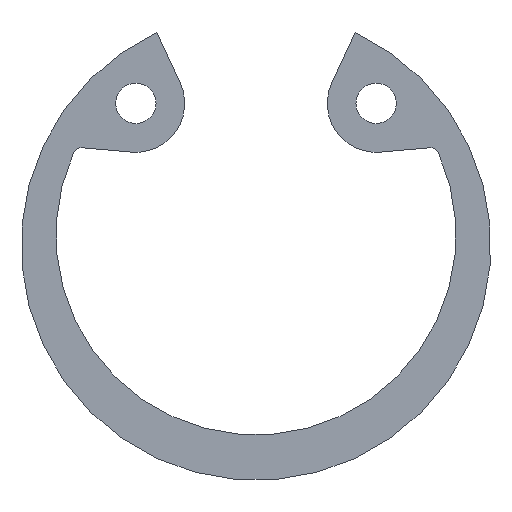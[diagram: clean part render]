
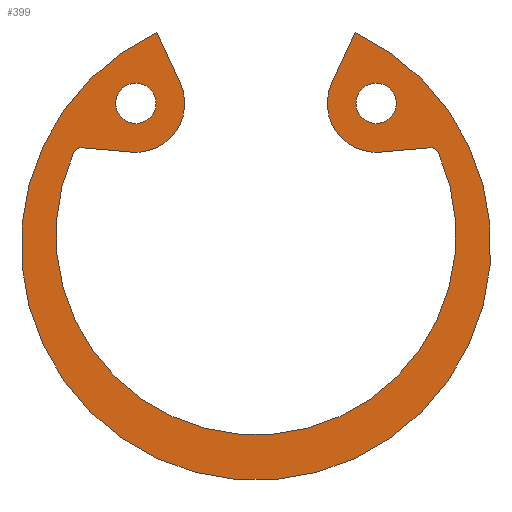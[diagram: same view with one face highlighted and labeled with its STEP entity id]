
A CAD part, front view. The second image highlights one B-rep face of the part: STEP entity #399.
In plain terms, the highlighted planar face has unit normal (0, -1, 0).
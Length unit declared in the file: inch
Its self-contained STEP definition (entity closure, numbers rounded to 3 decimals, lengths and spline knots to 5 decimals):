
#8 = CARTESIAN_POINT ( 'NONE',  ( -0.21279, -0.035, 0.10808 ) ) ;
#13 = CARTESIAN_POINT ( 'NONE',  ( 0.2028, -0.035, 0.11394 ) ) ;
#14 = CARTESIAN_POINT ( 'NONE',  ( -0.08849, -0.035, 0.18976 ) ) ;
#20 = DIRECTION ( 'NONE',  ( -0.996, 0., 0.087 ) ) ;
#21 = VECTOR ( 'NONE', #20, 39.37008 ) ;
#22 = CARTESIAN_POINT ( 'NONE',  ( -0.20976, -0.035, 0.11455 ) ) ;
#23 = LINE ( 'NONE', #22, #21 ) ;
#28 = DIRECTION ( 'NONE',  ( 0., 0., -1. ) ) ;
#29 = DIRECTION ( 'NONE',  ( 0., 1., 0. ) ) ;
#30 = CARTESIAN_POINT ( 'NONE',  ( 0.20367, -0.035, 0.10398 ) ) ;
#31 = AXIS2_PLACEMENT_3D ( 'NONE', #30, #29, #28 ) ;
#36 = CIRCLE ( 'NONE', #31, 0.01 ) ;
#54 = CARTESIAN_POINT ( 'NONE',  ( -0.14512, -0.035, 0.10889 ) ) ;
#59 = DIRECTION ( 'NONE',  ( 0., 0., 1. ) ) ;
#60 = DIRECTION ( 'NONE',  ( 0., 1., 0. ) ) ;
#61 = CARTESIAN_POINT ( 'NONE',  ( -0.14015, -0.035, 0.16567 ) ) ;
#62 = AXIS2_PLACEMENT_3D ( 'NONE', #61, #60, #59 ) ;
#63 = CIRCLE ( 'NONE', #62, 0.0235 ) ;
#64 = DIRECTION ( 'NONE',  ( 0., 0., 1. ) ) ;
#65 = DIRECTION ( 'NONE',  ( 0., 1., 0. ) ) ;
#66 = CARTESIAN_POINT ( 'NONE',  ( 0.14015, -0.035, 0.16567 ) ) ;
#67 = AXIS2_PLACEMENT_3D ( 'NONE', #66, #65, #64 ) ;
#68 = CIRCLE ( 'NONE', #67, 0.0235 ) ;
#69 = DIRECTION ( 'NONE',  ( 0., 0., -1. ) ) ;
#70 = DIRECTION ( 'NONE',  ( 0., -1., 0. ) ) ;
#71 = CARTESIAN_POINT ( 'NONE',  ( 0.14015, -0.035, 0.16567 ) ) ;
#72 = AXIS2_PLACEMENT_3D ( 'NONE', #71, #70, #69 ) ;
#73 = FACE_OUTER_BOUND ( 'NONE', #403, .T. ) ;
#74 = FACE_BOUND ( 'NONE', #366, .T. ) ;
#75 = FACE_BOUND ( 'NONE', #400, .T. ) ;
#81 = PLANE ( 'NONE',  #72 ) ;
#83 = DIRECTION ( 'NONE',  ( 0.423, 0., 0.906 ) ) ;
#84 = VECTOR ( 'NONE', #83, 39.37008 ) ;
#85 = CARTESIAN_POINT ( 'NONE',  ( 0.1158, -0.035, 0.24833 ) ) ;
#86 = LINE ( 'NONE', #85, #84 ) ;
#87 = DIRECTION ( 'NONE',  ( 0., 0., -1. ) ) ;
#88 = DIRECTION ( 'NONE',  ( 0., 1., 0. ) ) ;
#89 = AXIS2_PLACEMENT_3D ( 'NONE', #94, #88, #87 ) ;
#90 = CIRCLE ( 'NONE', #89, 0.01 ) ;
#94 = CARTESIAN_POINT ( 'NONE',  ( -0.20367, -0.035, 0.10398 ) ) ;
#135 = CARTESIAN_POINT ( 'NONE',  ( 0.1158, -0.035, 0.24833 ) ) ;
#136 = DIRECTION ( 'NONE',  ( 0., 0., 1. ) ) ;
#137 = DIRECTION ( 'NONE',  ( 0., 1., 0. ) ) ;
#138 = CARTESIAN_POINT ( 'NONE',  ( 0., -0.035, 0. ) ) ;
#139 = AXIS2_PLACEMENT_3D ( 'NONE', #138, #137, #136 ) ;
#140 = CIRCLE ( 'NONE', #139, 0.274 ) ;
#246 = EDGE_CURVE ( 'NONE', #353, #315, #492, .T. ) ;
#257 = VERTEX_POINT ( 'NONE', #607 ) ;
#259 = EDGE_CURVE ( 'NONE', #257, #260, #566, .T. ) ;
#260 = VERTEX_POINT ( 'NONE', #568 ) ;
#270 = EDGE_CURVE ( 'NONE', #271, #281, #615, .T. ) ;
#271 = VERTEX_POINT ( 'NONE', #501 ) ;
#281 = VERTEX_POINT ( 'NONE', #588 ) ;
#285 = VERTEX_POINT ( 'NONE', #498 ) ;
#288 = VERTEX_POINT ( 'NONE', #581 ) ;
#294 = EDGE_CURVE ( 'NONE', #285, #288, #621, .T. ) ;
#304 = VERTEX_POINT ( 'NONE', #553 ) ;
#305 = EDGE_CURVE ( 'NONE', #350, #257, #552, .T. ) ;
#313 = EDGE_CURVE ( 'NONE', #314, #315, #602, .T. ) ;
#314 = VERTEX_POINT ( 'NONE', #598 ) ;
#315 = VERTEX_POINT ( 'NONE', #597 ) ;
#326 = VERTEX_POINT ( 'NONE', #636 ) ;
#334 = EDGE_CURVE ( 'NONE', #326, #335, #668, .T. ) ;
#335 = VERTEX_POINT ( 'NONE', #648 ) ;
#340 = EDGE_CURVE ( 'NONE', #347, #362, #657, .T. ) ;
#342 = EDGE_CURVE ( 'NONE', #304, #347, #658, .T. ) ;
#345 = EDGE_CURVE ( 'NONE', #362, #335, #23, .T. ) ;
#347 = VERTEX_POINT ( 'NONE', #14 ) ;
#350 = VERTEX_POINT ( 'NONE', #13 ) ;
#353 = VERTEX_POINT ( 'NONE', #8 ) ;
#362 = VERTEX_POINT ( 'NONE', #54 ) ;
#366 = EDGE_LOOP ( 'NONE', ( #401, #390 ) ) ;
#371 = ORIENTED_EDGE ( 'NONE', *, *, #294, .T. ) ;
#385 = ORIENTED_EDGE ( 'NONE', *, *, #305, .F. ) ;
#386 = ORIENTED_EDGE ( 'NONE', *, *, #387, .T. ) ;
#387 = EDGE_CURVE ( 'NONE', #350, #314, #36, .T. ) ;
#389 = EDGE_CURVE ( 'NONE', #260, #464, #86, .T. ) ;
#390 = ORIENTED_EDGE ( 'NONE', *, *, #270, .T. ) ;
#391 = ORIENTED_EDGE ( 'NONE', *, *, #259, .F. ) ;
#399 = ADVANCED_FACE ( 'NONE', ( #75, #74, #73 ), #81, .T. ) ;
#400 = EDGE_LOOP ( 'NONE', ( #462, #371 ) ) ;
#401 = ORIENTED_EDGE ( 'NONE', *, *, #402, .T. ) ;
#402 = EDGE_CURVE ( 'NONE', #281, #271, #68, .T. ) ;
#403 = EDGE_LOOP ( 'NONE', ( #391, #385, #386, #463, #454, #461, #458, #457, #407, #408, #409, #410 ) ) ;
#406 = EDGE_CURVE ( 'NONE', #288, #285, #63, .T. ) ;
#407 = ORIENTED_EDGE ( 'NONE', *, *, #340, .F. ) ;
#408 = ORIENTED_EDGE ( 'NONE', *, *, #342, .F. ) ;
#409 = ORIENTED_EDGE ( 'NONE', *, *, #459, .F. ) ;
#410 = ORIENTED_EDGE ( 'NONE', *, *, #389, .F. ) ;
#447 = EDGE_CURVE ( 'NONE', #353, #326, #90, .T. ) ;
#454 = ORIENTED_EDGE ( 'NONE', *, *, #246, .F. ) ;
#457 = ORIENTED_EDGE ( 'NONE', *, *, #345, .F. ) ;
#458 = ORIENTED_EDGE ( 'NONE', *, *, #334, .T. ) ;
#459 = EDGE_CURVE ( 'NONE', #464, #304, #140, .T. ) ;
#461 = ORIENTED_EDGE ( 'NONE', *, *, #447, .T. ) ;
#462 = ORIENTED_EDGE ( 'NONE', *, *, #406, .T. ) ;
#463 = ORIENTED_EDGE ( 'NONE', *, *, #313, .T. ) ;
#464 = VERTEX_POINT ( 'NONE', #135 ) ;
#489 = CARTESIAN_POINT ( 'NONE',  ( 0., -0.035, 0.01234 ) ) ;
#490 = DIRECTION ( 'NONE',  ( 0., 0., 1. ) ) ;
#491 = DIRECTION ( 'NONE',  ( 0., -1., 0. ) ) ;
#492 = CIRCLE ( 'NONE', #494, 0.23334 ) ;
#494 = AXIS2_PLACEMENT_3D ( 'NONE', #489, #491, #490 ) ;
#498 = CARTESIAN_POINT ( 'NONE',  ( -0.14015, -0.035, 0.14217 ) ) ;
#501 = CARTESIAN_POINT ( 'NONE',  ( 0.14015, -0.035, 0.14217 ) ) ;
#502 = DIRECTION ( 'NONE',  ( 0., 0., 1. ) ) ;
#514 = CARTESIAN_POINT ( 'NONE',  ( 0.14015, -0.035, 0.16567 ) ) ;
#544 = CARTESIAN_POINT ( 'NONE',  ( 0.20367, -0.035, 0.10398 ) ) ;
#549 = DIRECTION ( 'NONE',  ( -0.996, 0., -0.087 ) ) ;
#550 = VECTOR ( 'NONE', #549, 39.37008 ) ;
#551 = CARTESIAN_POINT ( 'NONE',  ( 0.20976, -0.035, 0.11455 ) ) ;
#552 = LINE ( 'NONE', #551, #550 ) ;
#553 = CARTESIAN_POINT ( 'NONE',  ( -0.1158, -0.035, 0.24833 ) ) ;
#563 = DIRECTION ( 'NONE',  ( 0., 1., 0. ) ) ;
#564 = CARTESIAN_POINT ( 'NONE',  ( 0.14015, -0.035, 0.16567 ) ) ;
#565 = AXIS2_PLACEMENT_3D ( 'NONE', #564, #563, #569 ) ;
#566 = CIRCLE ( 'NONE', #565, 0.057 ) ;
#568 = CARTESIAN_POINT ( 'NONE',  ( 0.08849, -0.035, 0.18976 ) ) ;
#569 = DIRECTION ( 'NONE',  ( 0., 0., -1. ) ) ;
#581 = CARTESIAN_POINT ( 'NONE',  ( -0.14015, -0.035, 0.18917 ) ) ;
#588 = CARTESIAN_POINT ( 'NONE',  ( 0.14015, -0.035, 0.18917 ) ) ;
#597 = CARTESIAN_POINT ( 'NONE',  ( 0.21279, -0.035, 0.10808 ) ) ;
#598 = CARTESIAN_POINT ( 'NONE',  ( 0.20367, -0.035, 0.11398 ) ) ;
#599 = DIRECTION ( 'NONE',  ( 0., 0., -1. ) ) ;
#600 = DIRECTION ( 'NONE',  ( 0., 1., 0. ) ) ;
#601 = AXIS2_PLACEMENT_3D ( 'NONE', #544, #600, #599 ) ;
#602 = CIRCLE ( 'NONE', #601, 0.01 ) ;
#607 = CARTESIAN_POINT ( 'NONE',  ( 0.14512, -0.035, 0.10889 ) ) ;
#613 = DIRECTION ( 'NONE',  ( 0., 1., 0. ) ) ;
#614 = AXIS2_PLACEMENT_3D ( 'NONE', #514, #613, #502 ) ;
#615 = CIRCLE ( 'NONE', #614, 0.0235 ) ;
#616 = CARTESIAN_POINT ( 'NONE',  ( -0.14015, -0.035, 0.16567 ) ) ;
#618 = DIRECTION ( 'NONE',  ( 0., 0., 1. ) ) ;
#619 = DIRECTION ( 'NONE',  ( 0., 1., 0. ) ) ;
#620 = AXIS2_PLACEMENT_3D ( 'NONE', #616, #619, #618 ) ;
#621 = CIRCLE ( 'NONE', #620, 0.0235 ) ;
#636 = CARTESIAN_POINT ( 'NONE',  ( -0.20367, -0.035, 0.11398 ) ) ;
#648 = CARTESIAN_POINT ( 'NONE',  ( -0.2028, -0.035, 0.11394 ) ) ;
#650 = DIRECTION ( 'NONE',  ( 0.423, 0., -0.906 ) ) ;
#651 = VECTOR ( 'NONE', #650, 39.37008 ) ;
#652 = CARTESIAN_POINT ( 'NONE',  ( -0.1158, -0.035, 0.24833 ) ) ;
#653 = DIRECTION ( 'NONE',  ( 0., 0., 1. ) ) ;
#654 = DIRECTION ( 'NONE',  ( 0., 1., 0. ) ) ;
#655 = CARTESIAN_POINT ( 'NONE',  ( -0.14015, -0.035, 0.16567 ) ) ;
#656 = AXIS2_PLACEMENT_3D ( 'NONE', #655, #654, #653 ) ;
#657 = CIRCLE ( 'NONE', #656, 0.057 ) ;
#658 = LINE ( 'NONE', #652, #651 ) ;
#664 = DIRECTION ( 'NONE',  ( 0., 0., -1. ) ) ;
#665 = DIRECTION ( 'NONE',  ( 0., 1., 0. ) ) ;
#666 = CARTESIAN_POINT ( 'NONE',  ( -0.20367, -0.035, 0.10398 ) ) ;
#667 = AXIS2_PLACEMENT_3D ( 'NONE', #666, #665, #664 ) ;
#668 = CIRCLE ( 'NONE', #667, 0.01 ) ;
